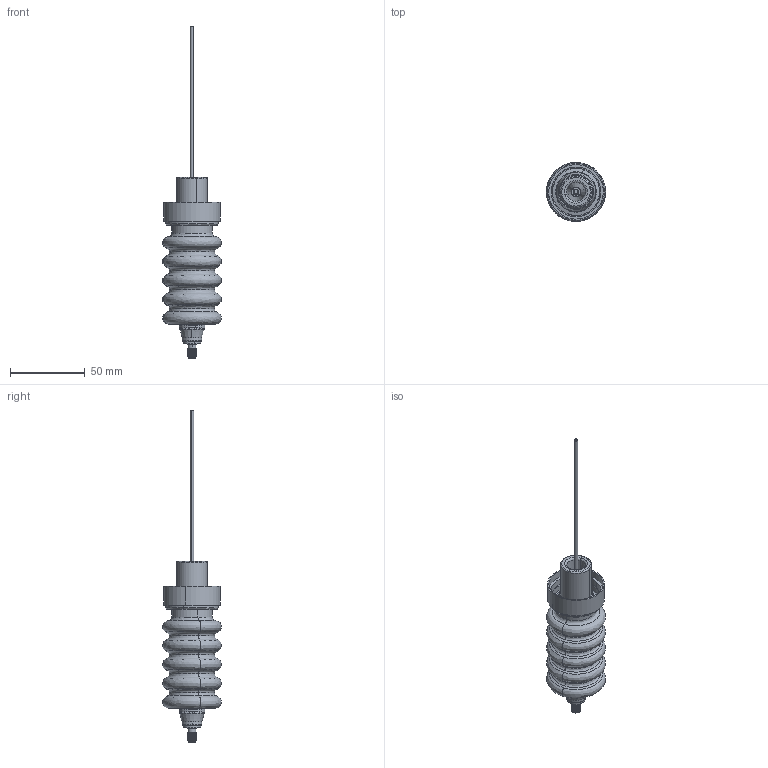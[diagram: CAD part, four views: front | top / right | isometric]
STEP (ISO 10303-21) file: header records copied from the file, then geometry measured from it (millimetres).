
FILE_DESCRIPTION (( 'STEP AP214' ), '1' );
FILE_NAME ('6530-03-W.STEP', '2024-09-04T14:51:19', ( '' ), ( '' ), 'SwSTEP 2.0', 'SolidWorks 2022', '' );
FILE_SCHEMA (( 'AUTOMOTIVE_DESIGN' ));
Length unit declared in the file: millimetre
Products named in the file (7): 6530-03-W; 02707; 03954_29; 04388; 52636_09; 05161_03; 52691_02
Assembly tree (6 placements, depth 2):
  6530-03-W
    52636_09
    03954_29
    02707
    05161_03
    04388
    52691_02
Bounding box: 39.58 x 39.57 x 222.71 mm (x, y, z)
Volume: 73039 mm3; surface area: 45608.6 mm2
Topology: 7 solids, 7 shells, 318 faces, 694 edges, 398 vertices
Faces by surface type: bspline 122, cone 102, cylinder 72, plane 22
Entity records: 11456 total; most frequent: CARTESIAN_POINT 4853, ORIENTED_EDGE 1388, DIRECTION 1332, EDGE_CURVE 694, AXIS2_PLACEMENT_3D 579, VERTEX_POINT 398, CIRCLE 374, EDGE_LOOP 338
